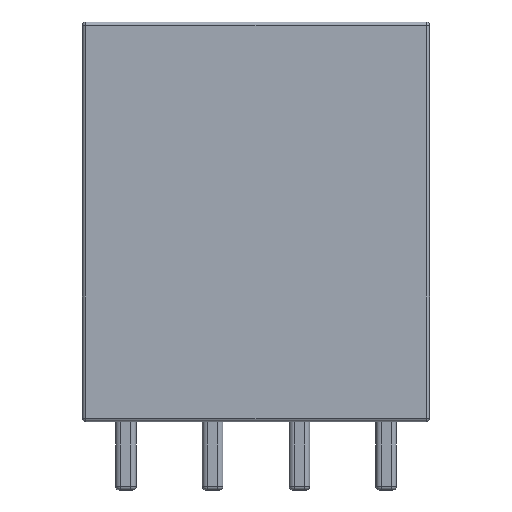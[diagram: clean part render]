
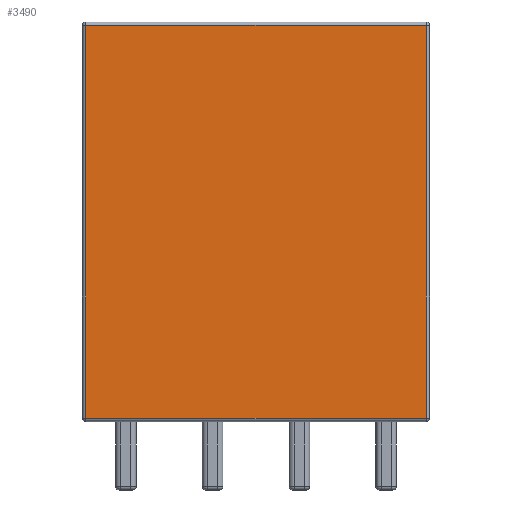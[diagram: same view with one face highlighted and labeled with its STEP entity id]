
A CAD part, front view. The second image highlights one B-rep face of the part: STEP entity #3490.
In plain terms, the highlighted planar face has unit normal (0, -1, 0).
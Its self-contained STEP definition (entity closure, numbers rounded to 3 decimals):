
#100 = EDGE_LOOP ( 'NONE', ( #2546, #2548, #2547, #2623 ) ) ;
#328 = FACE_OUTER_BOUND ( 'NONE', #100, .T. ) ;
#728 = LINE ( 'NONE', #3025, #4539 ) ;
#764 = LINE ( 'NONE', #5290, #4594 ) ;
#765 = LINE ( 'NONE', #5286, #4595 ) ;
#783 = LINE ( 'NONE', #5117, #4631 ) ;
#1329 = CARTESIAN_POINT ( 'NONE',  ( -4.98, -2.9, 0.1 ) ) ;
#1330 = CARTESIAN_POINT ( 'NONE',  ( 4.98, -2.9, 0.1 ) ) ;
#1331 = CARTESIAN_POINT ( 'NONE',  ( 4.98, -2.9, 11.6 ) ) ;
#1332 = CARTESIAN_POINT ( 'NONE',  ( -4.98, -2.9, 11.6 ) ) ;
#1663 = PLANE ( 'NONE',  #3317 ) ;
#1664 = CARTESIAN_POINT ( 'NONE',  ( -5.08, -2.9, 11.7 ) ) ;
#1665 = DIRECTION ( 'NONE',  ( 0., 1., 0. ) ) ;
#1666 = DIRECTION ( 'NONE',  ( 0., 0., 1. ) ) ;
#2387 = VERTEX_POINT ( 'NONE', #1329 ) ;
#2388 = VERTEX_POINT ( 'NONE', #1330 ) ;
#2389 = VERTEX_POINT ( 'NONE', #1331 ) ;
#2390 = VERTEX_POINT ( 'NONE', #1332 ) ;
#2546 = ORIENTED_EDGE ( 'NONE', *, *, #4965, .T. ) ;
#2547 = ORIENTED_EDGE ( 'NONE', *, *, #5002, .T. ) ;
#2548 = ORIENTED_EDGE ( 'NONE', *, *, #5003, .T. ) ;
#2623 = ORIENTED_EDGE ( 'NONE', *, *, #5030, .T. ) ;
#3025 = CARTESIAN_POINT ( 'NONE',  ( -5.08, -2.9, 0.1 ) ) ;
#3083 = DIRECTION ( 'NONE',  ( 1., 0., 0. ) ) ;
#3317 = AXIS2_PLACEMENT_3D ( 'NONE', #1664, #1665, #1666 ) ;
#3490 = ADVANCED_FACE ( 'NONE', ( #328 ), #1663, .F. ) ;
#4539 = VECTOR ( 'NONE', #3083, 1000. ) ;
#4594 = VECTOR ( 'NONE', #5288, 1000. ) ;
#4595 = VECTOR ( 'NONE', #5293, 1000. ) ;
#4631 = VECTOR ( 'NONE', #5105, 1000. ) ;
#4965 = EDGE_CURVE ( 'NONE', #2387, #2388, #728, .T. ) ;
#5002 = EDGE_CURVE ( 'NONE', #2389, #2390, #764, .T. ) ;
#5003 = EDGE_CURVE ( 'NONE', #2388, #2389, #765, .T. ) ;
#5030 = EDGE_CURVE ( 'NONE', #2390, #2387, #783, .T. ) ;
#5105 = DIRECTION ( 'NONE',  ( 0., 0., -1. ) ) ;
#5117 = CARTESIAN_POINT ( 'NONE',  ( -4.98, -2.9, 11.7 ) ) ;
#5286 = CARTESIAN_POINT ( 'NONE',  ( 4.98, -2.9, 11.7 ) ) ;
#5288 = DIRECTION ( 'NONE',  ( -1., 0., 0. ) ) ;
#5290 = CARTESIAN_POINT ( 'NONE',  ( -5.08, -2.9, 11.6 ) ) ;
#5293 = DIRECTION ( 'NONE',  ( 0., 0., 1. ) ) ;
